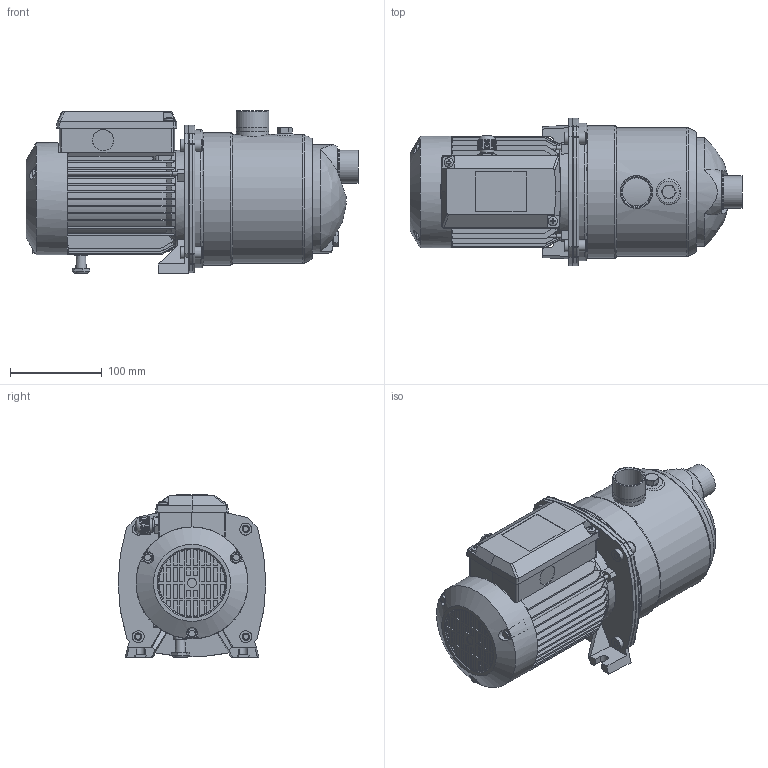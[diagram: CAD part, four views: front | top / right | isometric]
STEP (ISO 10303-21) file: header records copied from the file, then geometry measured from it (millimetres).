
FILE_DESCRIPTION(('STEP AP214'),'2;1');
FILE_NAME('4_93_505_01_REV00.STEP','2019-04-05T17:26:14',(''),(''),'2016.1.120','THINKDESIGN','');
FILE_SCHEMA(('AUTOMOTIVE_DESIGN'));
Length unit declared in the file: millimetre
Products named in the file (16): 1_65_050_semplificato; 1_65_064_semplificato; 1_67_015_semplificato; 3_67_092_semplificato; 3_67_091_ingombro3D; 4_67_263_ingombro3D; 3_67_093_ingombro3D; TCB M5x15 UNI_8112_semplificato; Base M16x1_50^Insieme M16x1_5 ingombro 3D; Dado M16x1_50^Insieme M16x1_5 ingombro 3D; Insieme M16x1_5 ingombro 3D; 63E_SZ; G1_8x7_xingombri_; Vite_TCCEM8x16_UNI 5931_semplificato; 4_67_229_h31; 4_93_505_01_REV00
Assembly tree (22 placements, depth 4):
  4_93_505_01_REV00
    1_65_050_semplificato
    1_65_064_semplificato
    63E_SZ
      1_67_015_semplificato
      3_67_092_semplificato
      3_67_091_ingombro3D
      4_67_263_ingombro3D  x3
      3_67_093_ingombro3D
      TCB M5x15 UNI_8112_semplificato  x2
      Insieme M16x1_5 ingombro 3D
        Base M16x1_50^Insieme M16x1_5 ingombro 3D
        Dado M16x1_50^Insieme M16x1_5 ingombro 3D
    G1_8x7_xingombri_  x2
    Vite_TCCEM8x16_UNI 5931_semplificato  x4
    4_67_229_h31
Bounding box: 362 x 161 x 177 mm (x, y, z)
Volume: 4878255.6 mm3; surface area: 489870.2 mm2
Topology: 20 solids, 20 shells, 1259 faces, 4818 edges, 4983 vertices
Faces by surface type: plane 770, cylinder 245, bspline 244
Full cylindrical faces by diameter (mm): 3.5 x3, 4 x3, 5 x5, 6 x4, 8 x4, 9 x4, 9.728 x2, 10 x4, 10.5 x3, 11.5 x1, 12.5 x1, 13 x4, 13.4 x1, 14 x3, 14.16 x1, 15 x1, 16 x1, 18 x1, 23 x2, 28.5 x1, 30.7 x2, 32.7 x1, 33 x1, 35.4 x1, 35.7 x1, 35.8 x1, 38 x1, 95 x1, 101 x1, 118.4 x1
Entity records: 60500 total; most frequent: CARTESIAN_POINT 14629, DIRECTION 7046, ORIENTED_EDGE 6102, STYLED_ITEM 3446, EDGE_CURVE 3051, VECTOR 2750, LINE 2750, AXIS2_PLACEMENT_3D 2148
